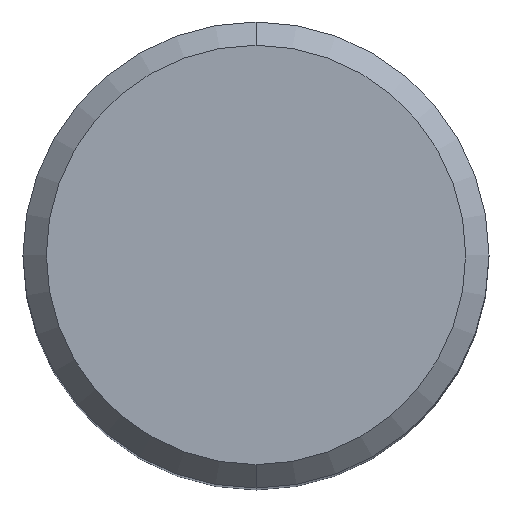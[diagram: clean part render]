
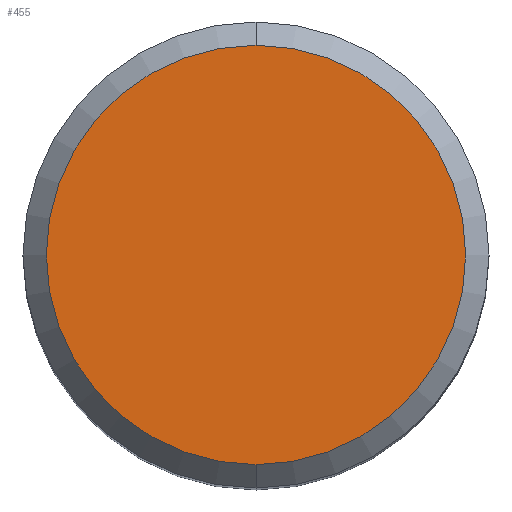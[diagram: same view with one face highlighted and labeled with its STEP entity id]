
A CAD part, top view. The second image highlights one B-rep face of the part: STEP entity #455.
In plain terms, the highlighted planar face has unit normal (0, 0, 1).
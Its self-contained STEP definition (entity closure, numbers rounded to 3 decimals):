
#289=EDGE_CURVE('',#395,#415,#607,.T.);
#291=EDGE_CURVE('',#415,#395,#609,.T.);
#395=VERTEX_POINT('',#725);
#415=VERTEX_POINT('',#747);
#455=ADVANCED_FACE('',(#789),#790,.T.);
#607=CIRCLE('',#1156,9.0);
#609=CIRCLE('',#1159,9.0);
#725=CARTESIAN_POINT('',(0.0,9.0,0.0));
#747=CARTESIAN_POINT('',(0.,-9.0,0.0));
#789=FACE_OUTER_BOUND('',#1596,.T.);
#790=PLANE('',#1597);
#1156=AXIS2_PLACEMENT_3D('',#1742,#1743,#1744);
#1159=AXIS2_PLACEMENT_3D('',#1745,#1746,#1747);
#1596=EDGE_LOOP('',(#1947,#1948));
#1597=AXIS2_PLACEMENT_3D('',#1949,#1950,#1951);
#1742=CARTESIAN_POINT('',(0.0,0.0,0.0));
#1743=DIRECTION('',(0.0,0.0,-1.0));
#1744=DIRECTION('',(0.0,1.0,0.0));
#1745=CARTESIAN_POINT('',(0.0,0.0,0.0));
#1746=DIRECTION('',(0.0,0.0,-1.0));
#1747=DIRECTION('',(0.0,1.0,0.0));
#1947=ORIENTED_EDGE('',*,*,#289,.F.);
#1948=ORIENTED_EDGE('',*,*,#291,.F.);
#1949=CARTESIAN_POINT('',(0.0,4.5,0.0));
#1950=DIRECTION('',(-0.0,0.0,1.0));
#1951=DIRECTION('',(0.0,-1.0,0.0));
